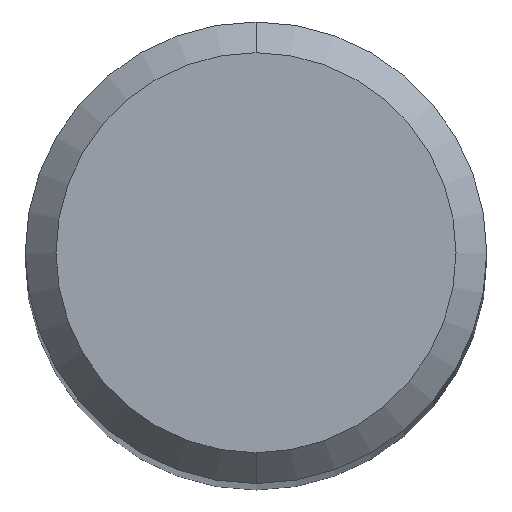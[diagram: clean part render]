
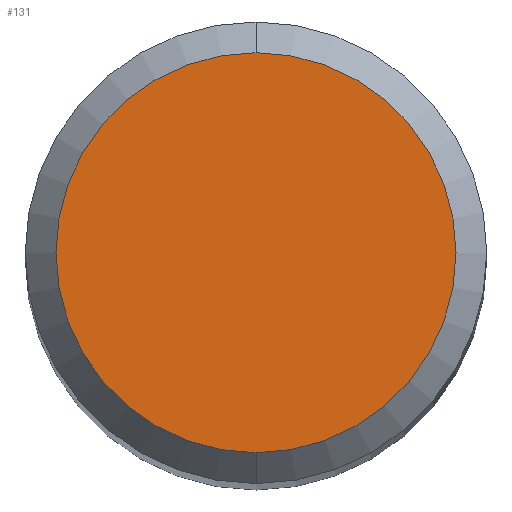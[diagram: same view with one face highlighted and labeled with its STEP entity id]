
A CAD part, top view. The second image highlights one B-rep face of the part: STEP entity #131.
In plain terms, the highlighted planar face has unit normal (0, 0, 1).
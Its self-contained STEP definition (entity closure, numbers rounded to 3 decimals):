
#115=VERTEX_POINT('',#267);
#117=EDGE_CURVE('',#115,#161,#269,.T.);
#131=ADVANCED_FACE('',(#285),#286,.T.);
#161=VERTEX_POINT('',#321);
#169=EDGE_CURVE('',#161,#115,#330,.T.);
#267=CARTESIAN_POINT('',(0.,-2.6,0.));
#269=CIRCLE('',#437,2.6);
#285=FACE_OUTER_BOUND('',#455,.T.);
#286=PLANE('',#456);
#321=CARTESIAN_POINT('',(0.0,2.6,0.));
#330=CIRCLE('',#512,2.6);
#437=AXIS2_PLACEMENT_3D('',#620,#621,#622);
#455=EDGE_LOOP('',(#646,#647));
#456=AXIS2_PLACEMENT_3D('',#648,#649,#650);
#512=AXIS2_PLACEMENT_3D('',#708,#709,#710);
#620=CARTESIAN_POINT('',(0.0,0.0,0.));
#621=DIRECTION('',(0.0,0.0,-1.0));
#622=DIRECTION('',(0.0,1.0,0.0));
#646=ORIENTED_EDGE('',*,*,#169,.F.);
#647=ORIENTED_EDGE('',*,*,#117,.F.);
#648=CARTESIAN_POINT('',(0.0,1.3,0.));
#649=DIRECTION('',(-0.0,0.0,1.0));
#650=DIRECTION('',(0.0,-1.0,0.0));
#708=CARTESIAN_POINT('',(0.0,0.0,0.));
#709=DIRECTION('',(0.0,0.0,-1.0));
#710=DIRECTION('',(0.0,1.0,0.0));
